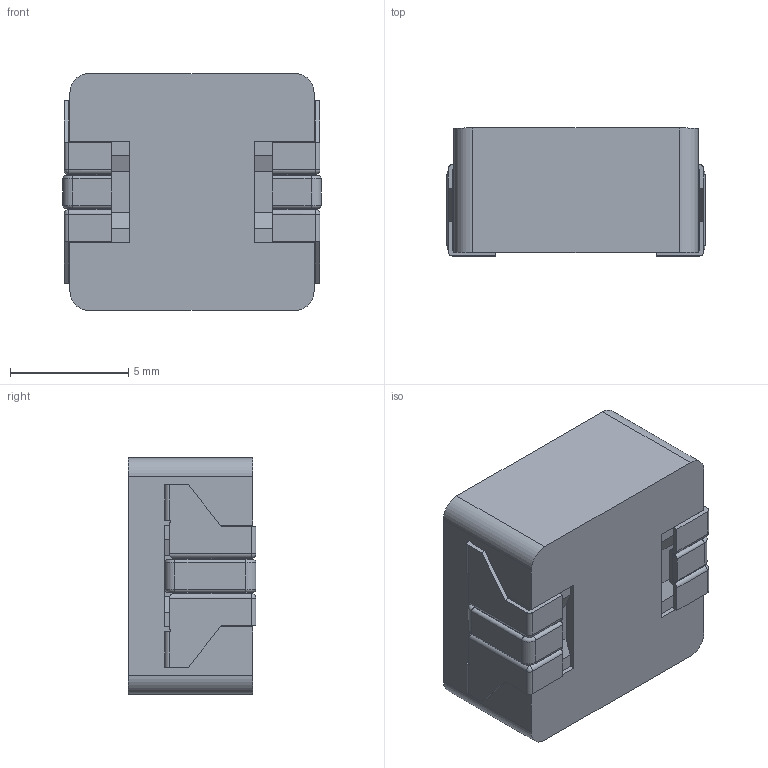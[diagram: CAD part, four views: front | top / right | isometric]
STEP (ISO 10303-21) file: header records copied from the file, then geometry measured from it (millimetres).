
FILE_DESCRIPTION (( 'STEP AP214' ), '1' );
FILE_NAME ('M1054M-4R7YFC_提出用.STEP', '2016-01-12T07:23:34', ( '' ), ( '' ), 'SwSTEP 2.0', 'SolidWorks 2014', '' );
FILE_SCHEMA (( 'AUTOMOTIVE_DESIGN' ));
Length unit declared in the file: millimetre
Products named in the file (2): M1054M-4R7YFC_提出用
Assembly tree (1 placements, depth 2):
  M1054M-4R7YFC_提出用
    M1054M-4R7YFC_提出用
Bounding box: 10.9 x 5.39 x 10 mm (x, y, z)
Volume: 534.4 mm3; surface area: 559.8 mm2
Topology: 1 solids, 1 shells, 204 faces, 550 edges, 336 vertices
Faces by surface type: plane 110, cylinder 82, torus 8, bspline 4
Entity records: 8724 total; most frequent: CARTESIAN_POINT 1278, ORIENTED_EDGE 1092, DIRECTION 1082, EDGE_CURVE 546, LINE 386, VECTOR 386, AXIS2_PLACEMENT_3D 348, VERTEX_POINT 336
